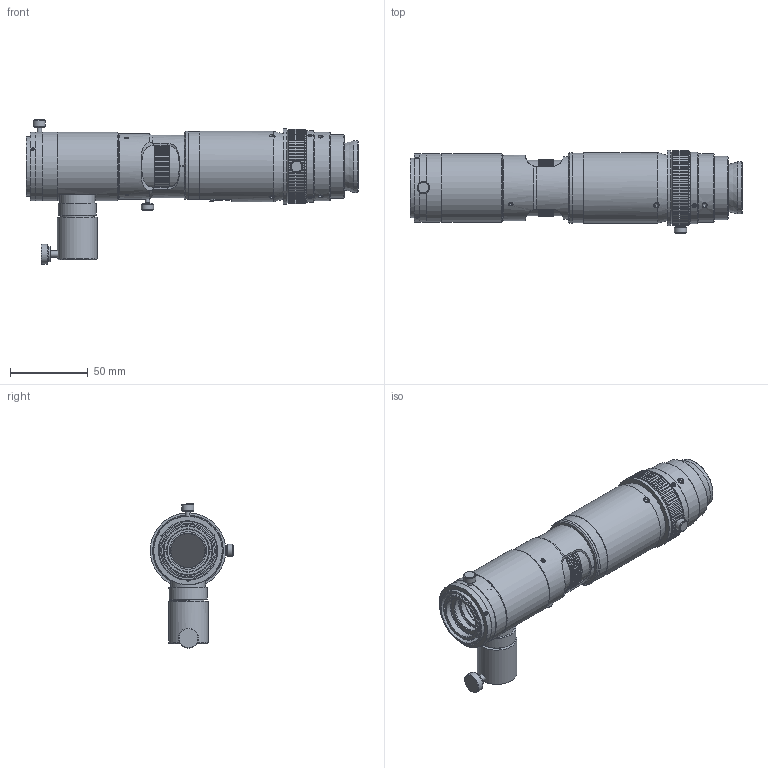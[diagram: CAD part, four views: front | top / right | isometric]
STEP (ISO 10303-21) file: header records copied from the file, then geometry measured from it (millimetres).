
FILE_DESCRIPTION((''),'2;1');
FILE_NAME('50487AD_0.stp','2011-02-17T11:49:07',('PODLENA'),(''),'Autodesk Inventor 2011','Autodesk Inventor 2011','');
FILE_SCHEMA(('AUTOMOTIVE_DESIGN { 1 0 10303 214 1 1 1 1 }'));
Length unit declared in the file: inch
Products named in the file (43): 50487AD (LevelofDetail1); 50521-3; 60354; 7168; 7176; 7004; 50360; 50159; 50163; 50162; 5402; 7008; 60436; 7261; 60433; 50161; 6287; 50164; 7006; 50206; 7108; 50110; 50111; 50109; 50157; 50158; 50205; 61604; 7187; 7188; 7082; 4141; 50145 (~1); 50146; 50147; 50540D(COAX) (~1); 50541; 60667; 50542; 7015 ...
Assembly tree (58 placements, depth 4):
  50487AD (LevelofDetail1)
    50521-3
    60354
    7168
    7176  x2
    7004  x3
    50360
    50159
      50163
      50162
      5402
      7008
      60436
        7261
        60433
      50161
      6287
      50164
      7006  x3
      50206
    7108  x3
    60436
      7261
      60433
    50110
      50111
      50109
    50157
      50158
      50205
      61604
      7187
        7188
        7082
        4141
    50145 (~1)
      50146
      50147
    50540D(COAX) (~1)
      50541
      60667
      50542
      7004  x3
      7015  x3
      50543
      60436
        7261
        60433
      50525
      7007  x3
Bounding box: 212.88 x 53.56 x 92.38 mm (x, y, z)
Volume: 146174.6 mm3; surface area: 125437.5 mm2
Topology: 53 solids, 53 shells, 1192 faces, 3014 edges, 1990 vertices
Faces by surface type: plane 623, cylinder 428, cone 115, sphere 14, torus 9, bspline 3
Full cylindrical faces by diameter (mm): 1.146 x3, 1.194 x2, 1.524 x8, 1.575 x3, 1.6 x3, 1.702 x4, 1.778 x2, 1.981 x2, 2.032 x1, 2.159 x9, 2.184 x7, 2.54 x1, 2.845 x9, 3.175 x2, 3.2 x1, 3.302 x7, 3.556 x1, 3.785 x1, 3.81 x1, 4.166 x7, 4.75 x1, 4.826 x1, 5.156 x1, 6.807 x1, 6.858 x1, 7.874 x3, 8.026 x1, 9.601 x1, 12.7 x1, 18.288 x1
Entity records: 35919 total; most frequent: CARTESIAN_POINT 10967, DIRECTION 4904, ORIENTED_EDGE 4620, EDGE_CURVE 2310, AXIS2_PLACEMENT_3D 1801, VERTEX_POINT 1666, EDGE_LOOP 1394, VECTOR 1302
